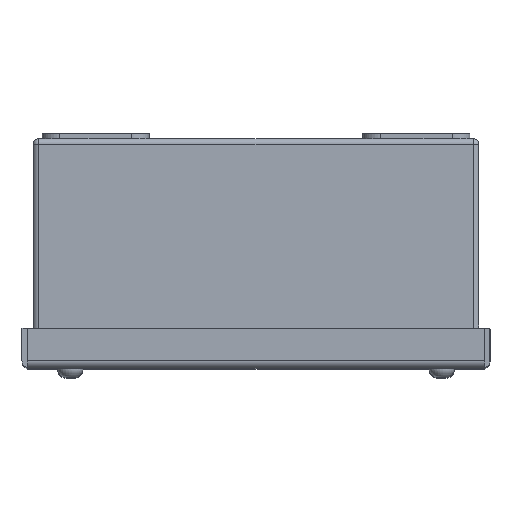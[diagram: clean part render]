
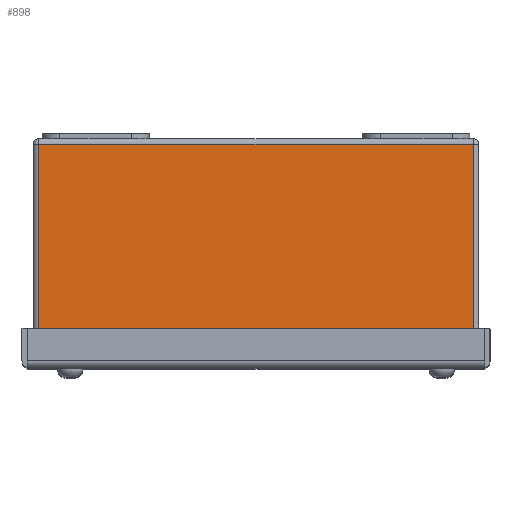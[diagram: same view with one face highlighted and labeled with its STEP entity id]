
A CAD part, top view. The second image highlights one B-rep face of the part: STEP entity #898.
In plain terms, the highlighted planar face has unit normal (0, 0, 1).
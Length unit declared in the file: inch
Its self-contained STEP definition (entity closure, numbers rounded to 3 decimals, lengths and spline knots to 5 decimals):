
#647 = LINE ( 'NONE', #2711, #17552 ) ;
#654 = VECTOR ( 'NONE', #8916, 39.37008 ) ;
#706 = EDGE_CURVE ( 'NONE', #23994, #10383, #11328, .T. ) ;
#760 = DIRECTION ( 'NONE',  ( 1., 0., 0. ) ) ;
#898 = ADVANCED_FACE ( 'NONE', ( #17393 ), #10681, .T. ) ;
#1464 = CARTESIAN_POINT ( 'NONE',  ( -3.04626, -3., 3.625 ) ) ;
#1997 = DIRECTION ( 'NONE',  ( -1., 0., 0. ) ) ;
#2711 = CARTESIAN_POINT ( 'NONE',  ( -3.04626, -3., 3.625 ) ) ;
#2836 = DIRECTION ( 'NONE',  ( 0., 1., 0. ) ) ;
#3332 = CARTESIAN_POINT ( 'NONE',  ( 3.04626, -3., 3.625 ) ) ;
#3816 = CARTESIAN_POINT ( 'NONE',  ( 3.04626, -2.92126, 3.625 ) ) ;
#3936 = DIRECTION ( 'NONE',  ( 1., 0., 0. ) ) ;
#4062 = EDGE_CURVE ( 'NONE', #23333, #17473, #16693, .T. ) ;
#8202 = CARTESIAN_POINT ( 'NONE',  ( 3.04626, -2.92126, 3.625 ) ) ;
#8685 = LINE ( 'NONE', #3332, #654 ) ;
#8916 = DIRECTION ( 'NONE',  ( 0., 1., 0. ) ) ;
#9631 = CARTESIAN_POINT ( 'NONE',  ( -3.04626, -0.07874, 3.625 ) ) ;
#10383 = VERTEX_POINT ( 'NONE', #17580 ) ;
#10681 = PLANE ( 'NONE',  #22287 ) ;
#10922 = VECTOR ( 'NONE', #3936, 39.37008 ) ;
#11214 = EDGE_CURVE ( 'NONE', #23333, #10383, #647, .T. ) ;
#11328 = LINE ( 'NONE', #9631, #11764 ) ;
#11499 = ORIENTED_EDGE ( 'NONE', *, *, #16413, .T. ) ;
#11764 = VECTOR ( 'NONE', #1997, 39.37008 ) ;
#12279 = CARTESIAN_POINT ( 'NONE',  ( 3.04626, -0.07874, 3.625 ) ) ;
#12964 = ORIENTED_EDGE ( 'NONE', *, *, #11214, .F. ) ;
#14764 = CARTESIAN_POINT ( 'NONE',  ( -3.04626, -2.92126, 3.625 ) ) ;
#16025 = DIRECTION ( 'NONE',  ( 0., 0., 1. ) ) ;
#16413 = EDGE_CURVE ( 'NONE', #17473, #23994, #8685, .T. ) ;
#16693 = LINE ( 'NONE', #3816, #10922 ) ;
#16956 = ORIENTED_EDGE ( 'NONE', *, *, #706, .T. ) ;
#17393 = FACE_OUTER_BOUND ( 'NONE', #22911, .T. ) ;
#17473 = VERTEX_POINT ( 'NONE', #8202 ) ;
#17552 = VECTOR ( 'NONE', #2836, 39.37008 ) ;
#17580 = CARTESIAN_POINT ( 'NONE',  ( -3.04626, -0.07874, 3.625 ) ) ;
#21291 = ORIENTED_EDGE ( 'NONE', *, *, #4062, .T. ) ;
#22287 = AXIS2_PLACEMENT_3D ( 'NONE', #1464, #16025, #760 ) ;
#22911 = EDGE_LOOP ( 'NONE', ( #12964, #21291, #11499, #16956 ) ) ;
#23333 = VERTEX_POINT ( 'NONE', #14764 ) ;
#23994 = VERTEX_POINT ( 'NONE', #12279 ) ;
